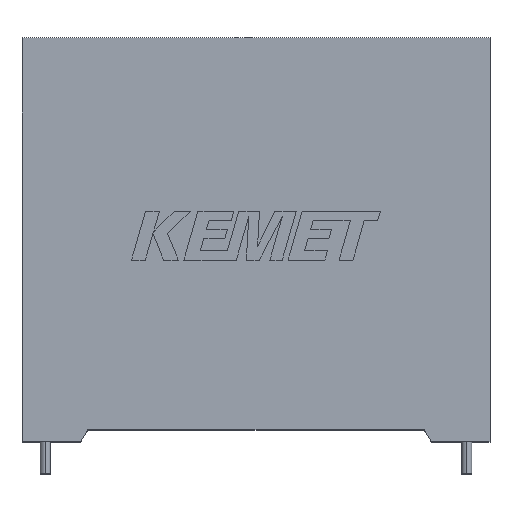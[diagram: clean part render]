
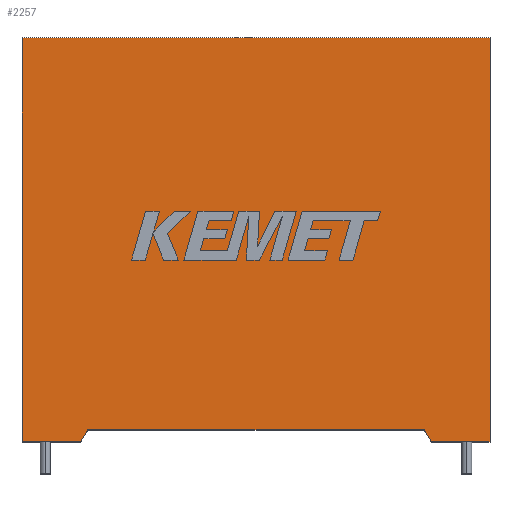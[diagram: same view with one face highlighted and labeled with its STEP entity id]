
A CAD part, top view. The second image highlights one B-rep face of the part: STEP entity #2257.
In plain terms, the highlighted planar face has unit normal (0, 0, 1).
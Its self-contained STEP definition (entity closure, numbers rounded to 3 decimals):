
#40 = VERTEX_POINT ( 'NONE', #2446 ) ;
#75 = ORIENTED_EDGE ( 'NONE', *, *, #1269, .T. ) ;
#105 = CARTESIAN_POINT ( 'NONE',  ( 8.2, 1.479, 35.5 ) ) ;
#123 = PLANE ( 'NONE',  #2949 ) ;
#154 = CARTESIAN_POINT ( 'NONE',  ( 51., 0., 35.5 ) ) ;
#184 = DIRECTION ( 'NONE',  ( 0., -1., 0. ) ) ;
#358 = DIRECTION ( 'NONE',  ( -1., 0., 0. ) ) ;
#364 = DIRECTION ( 'NONE',  ( -1., 0., 0. ) ) ;
#369 = EDGE_CURVE ( 'NONE', #2986, #837, #2599, .T. ) ;
#387 = CARTESIAN_POINT ( 'NONE',  ( 0., 50.3, 35.5 ) ) ;
#424 = CARTESIAN_POINT ( 'NONE',  ( 58.3, 50.3, 35.5 ) ) ;
#482 = ORIENTED_EDGE ( 'NONE', *, *, #2839, .T. ) ;
#525 = EDGE_LOOP ( 'NONE', ( #1064, #482, #2464, #2837, #2615, #2196, #75, #2936 ) ) ;
#535 = CARTESIAN_POINT ( 'NONE',  ( 58.3, 0., 35.5 ) ) ;
#554 = CARTESIAN_POINT ( 'NONE',  ( 0., 50.3, 35.5 ) ) ;
#823 = EDGE_CURVE ( 'NONE', #1895, #1577, #1552, .T. ) ;
#835 = DIRECTION ( 'NONE',  ( 1., 0., 0. ) ) ;
#837 = VERTEX_POINT ( 'NONE', #554 ) ;
#875 = DIRECTION ( 'NONE',  ( 0.52, -0.854, 0. ) ) ;
#984 = LINE ( 'NONE', #2267, #2136 ) ;
#1019 = DIRECTION ( 'NONE',  ( -1., 0., 0. ) ) ;
#1064 = ORIENTED_EDGE ( 'NONE', *, *, #823, .F. ) ;
#1197 = VECTOR ( 'NONE', #3098, 1000. ) ;
#1269 = EDGE_CURVE ( 'NONE', #2944, #40, #2498, .T. ) ;
#1316 = DIRECTION ( 'NONE',  ( 0., 0., -1. ) ) ;
#1375 = LINE ( 'NONE', #1820, #3114 ) ;
#1436 = VERTEX_POINT ( 'NONE', #535 ) ;
#1552 = LINE ( 'NONE', #1991, #1592 ) ;
#1577 = VERTEX_POINT ( 'NONE', #1794 ) ;
#1592 = VECTOR ( 'NONE', #1019, 1000. ) ;
#1716 = VERTEX_POINT ( 'NONE', #154 ) ;
#1793 = VECTOR ( 'NONE', #358, 1000. ) ;
#1794 = CARTESIAN_POINT ( 'NONE',  ( 8.2, 1.479, 35.5 ) ) ;
#1820 = CARTESIAN_POINT ( 'NONE',  ( 50.1, 1.479, 35.5 ) ) ;
#1823 = EDGE_CURVE ( 'NONE', #1577, #40, #1843, .T. ) ;
#1824 = CARTESIAN_POINT ( 'NONE',  ( 0., 0., 35.5 ) ) ;
#1843 = LINE ( 'NONE', #105, #1197 ) ;
#1895 = VERTEX_POINT ( 'NONE', #2892 ) ;
#1991 = CARTESIAN_POINT ( 'NONE',  ( 29.15, 1.479, 35.5 ) ) ;
#2030 = FACE_OUTER_BOUND ( 'NONE', #525, .T. ) ;
#2100 = LINE ( 'NONE', #2851, #2852 ) ;
#2136 = VECTOR ( 'NONE', #2727, 1000. ) ;
#2164 = EDGE_CURVE ( 'NONE', #1716, #1436, #2597, .T. ) ;
#2174 = DIRECTION ( 'NONE',  ( 1., 0., 0. ) ) ;
#2196 = ORIENTED_EDGE ( 'NONE', *, *, #2934, .T. ) ;
#2256 = VECTOR ( 'NONE', #835, 1000. ) ;
#2257 = ADVANCED_FACE ( 'NONE', ( #2030 ), #123, .F. ) ;
#2267 = CARTESIAN_POINT ( 'NONE',  ( 58.3, 0., 35.5 ) ) ;
#2392 = VECTOR ( 'NONE', #2174, 1000. ) ;
#2446 = CARTESIAN_POINT ( 'NONE',  ( 7.3, 0., 35.5 ) ) ;
#2464 = ORIENTED_EDGE ( 'NONE', *, *, #2164, .T. ) ;
#2498 = LINE ( 'NONE', #3131, #2392 ) ;
#2597 = LINE ( 'NONE', #2764, #2256 ) ;
#2599 = LINE ( 'NONE', #387, #1793 ) ;
#2615 = ORIENTED_EDGE ( 'NONE', *, *, #369, .T. ) ;
#2620 = CARTESIAN_POINT ( 'NONE',  ( 0., 0., 35.5 ) ) ;
#2727 = DIRECTION ( 'NONE',  ( 0., 1., 0. ) ) ;
#2764 = CARTESIAN_POINT ( 'NONE',  ( 0., 0., 35.5 ) ) ;
#2837 = ORIENTED_EDGE ( 'NONE', *, *, #3037, .T. ) ;
#2839 = EDGE_CURVE ( 'NONE', #1895, #1716, #1375, .T. ) ;
#2851 = CARTESIAN_POINT ( 'NONE',  ( 0., 0., 35.5 ) ) ;
#2852 = VECTOR ( 'NONE', #184, 1000. ) ;
#2892 = CARTESIAN_POINT ( 'NONE',  ( 50.1, 1.479, 35.5 ) ) ;
#2934 = EDGE_CURVE ( 'NONE', #837, #2944, #2100, .T. ) ;
#2936 = ORIENTED_EDGE ( 'NONE', *, *, #1823, .F. ) ;
#2944 = VERTEX_POINT ( 'NONE', #2620 ) ;
#2949 = AXIS2_PLACEMENT_3D ( 'NONE', #1824, #1316, #364 ) ;
#2986 = VERTEX_POINT ( 'NONE', #424 ) ;
#3037 = EDGE_CURVE ( 'NONE', #1436, #2986, #984, .T. ) ;
#3098 = DIRECTION ( 'NONE',  ( -0.52, -0.854, 0. ) ) ;
#3114 = VECTOR ( 'NONE', #875, 1000. ) ;
#3131 = CARTESIAN_POINT ( 'NONE',  ( 0., 0., 35.5 ) ) ;
